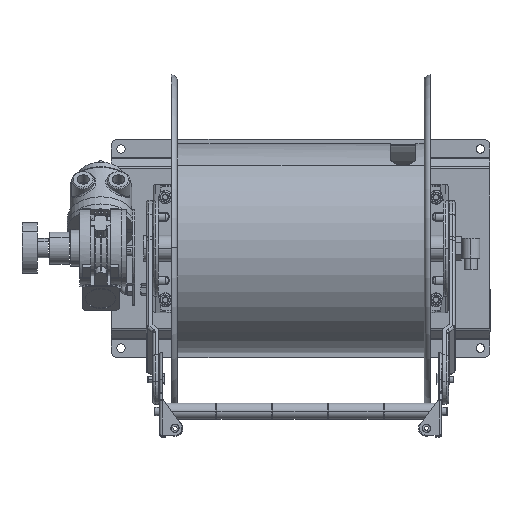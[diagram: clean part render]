
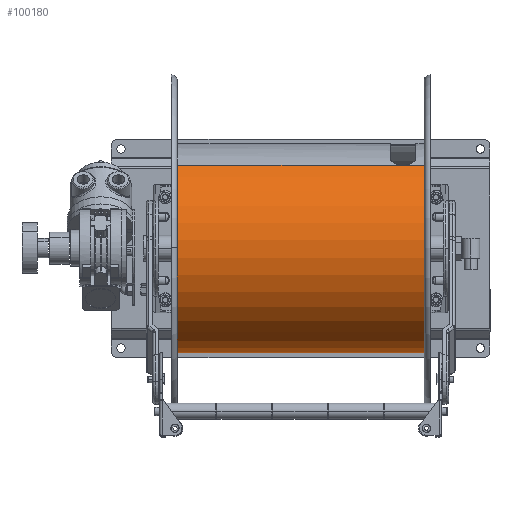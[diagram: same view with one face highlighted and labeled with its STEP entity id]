
A CAD part, top view. The second image highlights one B-rep face of the part: STEP entity #100180.
In plain terms, the highlighted cylindrical face has radius 163 mm (diameter 326 mm), a partial arc.
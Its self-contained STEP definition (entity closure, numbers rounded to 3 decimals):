
#6761 = EDGE_CURVE ( 'NONE', #31894, #83365, #99150, .T. ) ;
#10422 = DIRECTION ( 'NONE',  ( 0., 0.793, 0.61 ) ) ;
#12194 = DIRECTION ( 'NONE',  ( 1., 0., 0. ) ) ;
#12883 = CARTESIAN_POINT ( 'NONE',  ( -197.5, 129.181, 421.948 ) ) ;
#13493 = AXIS2_PLACEMENT_3D ( 'NONE', #18605, #12194, #27670 ) ;
#15203 = LINE ( 'NONE', #78879, #87123 ) ;
#17350 = CARTESIAN_POINT ( 'NONE',  ( 197.5, 0., 322.544 ) ) ;
#18605 = CARTESIAN_POINT ( 'NONE',  ( 197.5, 0., 322.544 ) ) ;
#21829 = CARTESIAN_POINT ( 'NONE',  ( -197.5, -159.632, 289.58 ) ) ;
#27376 = AXIS2_PLACEMENT_3D ( 'NONE', #99881, #42735, #52804 ) ;
#27670 = DIRECTION ( 'NONE',  ( 0., -0.793, -0.61 ) ) ;
#30162 = CARTESIAN_POINT ( 'NONE',  ( 197.5, -159.632, 289.58 ) ) ;
#30538 = EDGE_CURVE ( 'NONE', #58466, #31894, #36265, .T. ) ;
#31038 = ORIENTED_EDGE ( 'NONE', *, *, #30538, .T. ) ;
#31894 = VERTEX_POINT ( 'NONE', #12883 ) ;
#36265 = LINE ( 'NONE', #84360, #57329 ) ;
#37511 = ORIENTED_EDGE ( 'NONE', *, *, #6761, .T. ) ;
#40032 = VERTEX_POINT ( 'NONE', #81833 ) ;
#42735 = DIRECTION ( 'NONE',  ( 1., 0., 0. ) ) ;
#46868 = FACE_OUTER_BOUND ( 'NONE', #77822, .T. ) ;
#52396 = AXIS2_PLACEMENT_3D ( 'NONE', #17350, #82086, #10422 ) ;
#52804 = DIRECTION ( 'NONE',  ( 0., -0.793, -0.61 ) ) ;
#54788 = DIRECTION ( 'NONE',  ( -1., 0., 0. ) ) ;
#57329 = VECTOR ( 'NONE', #68765, 1000. ) ;
#58466 = VERTEX_POINT ( 'NONE', #86996 ) ;
#58732 = DIRECTION ( 'NONE',  ( -1., 0., 0. ) ) ;
#62158 = VERTEX_POINT ( 'NONE', #30162 ) ;
#64404 = CYLINDRICAL_SURFACE ( 'NONE', #52396, 163. ) ;
#65487 = EDGE_CURVE ( 'NONE', #40032, #58466, #15203, .T. ) ;
#66762 = LINE ( 'NONE', #83399, #85033 ) ;
#68082 = CIRCLE ( 'NONE', #13493, 163. ) ;
#68765 = DIRECTION ( 'NONE',  ( -1., 0., 0. ) ) ;
#69907 = ORIENTED_EDGE ( 'NONE', *, *, #65487, .T. ) ;
#72030 = EDGE_CURVE ( 'NONE', #62158, #83365, #66762, .T. ) ;
#72524 = EDGE_CURVE ( 'NONE', #40032, #62158, #68082, .T. ) ;
#77822 = EDGE_LOOP ( 'NONE', ( #77868, #69907, #31038, #37511, #103283 ) ) ;
#77868 = ORIENTED_EDGE ( 'NONE', *, *, #72524, .F. ) ;
#78879 = CARTESIAN_POINT ( 'NONE',  ( 197.5, 129.181, 421.948 ) ) ;
#81833 = CARTESIAN_POINT ( 'NONE',  ( 197.5, 129.181, 421.948 ) ) ;
#82086 = DIRECTION ( 'NONE',  ( -1., 0., 0. ) ) ;
#83365 = VERTEX_POINT ( 'NONE', #21829 ) ;
#83399 = CARTESIAN_POINT ( 'NONE',  ( 197.5, -159.632, 289.58 ) ) ;
#84360 = CARTESIAN_POINT ( 'NONE',  ( 197.5, 129.181, 421.948 ) ) ;
#85033 = VECTOR ( 'NONE', #58732, 1000. ) ;
#86996 = CARTESIAN_POINT ( 'NONE',  ( 159.5, 129.181, 421.948 ) ) ;
#87123 = VECTOR ( 'NONE', #54788, 1000. ) ;
#99150 = CIRCLE ( 'NONE', #27376, 163. ) ;
#99881 = CARTESIAN_POINT ( 'NONE',  ( -197.5, 0., 322.544 ) ) ;
#100180 = ADVANCED_FACE ( 'NONE', ( #46868 ), #64404, .T. ) ;
#103283 = ORIENTED_EDGE ( 'NONE', *, *, #72030, .F. ) ;
